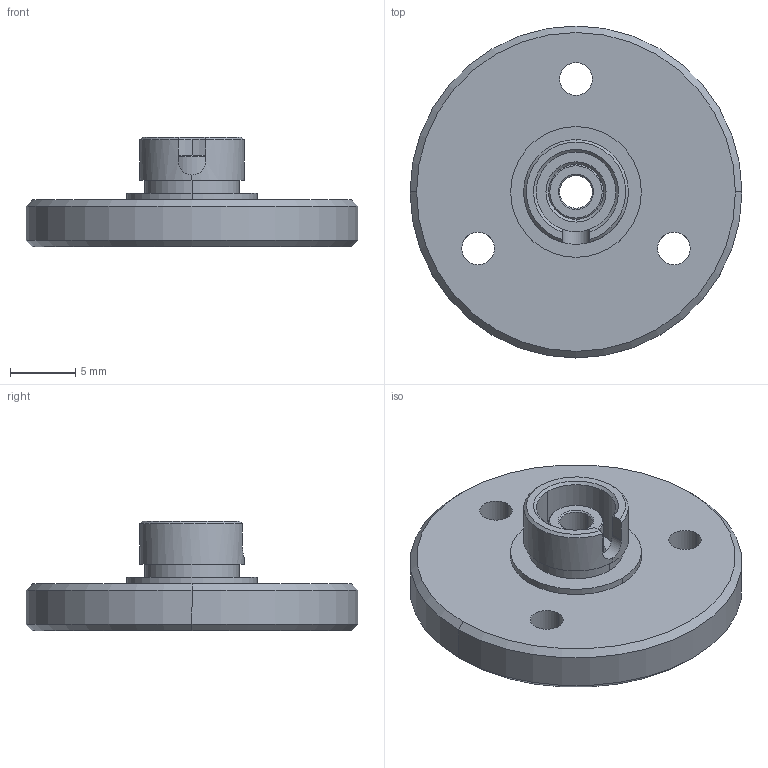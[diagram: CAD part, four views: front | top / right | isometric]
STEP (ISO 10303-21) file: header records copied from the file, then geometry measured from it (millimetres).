
FILE_DESCRIPTION (( 'STEP AP203' ), '1' );
FILE_NAME ('GCT-080223 俋倛芞.STEP', '2018-04-10T03:54:34', ( 'china' ), ( 'china' ), 'SwSTEP 2.0', 'SolidWorks 2015', '' );
FILE_SCHEMA (( 'CONFIG_CONTROL_DESIGN' ));
Length unit declared in the file: millimetre
Products named in the file (1): GCT-080223 俋倛芞
Bounding box: 25.4 x 25.4 x 8.4 mm (x, y, z)
Surface area: 1770.7 mm2 (no closed solid volume)
Topology: 0 solids, 5 shells, 54 faces, 128 edges, 81 vertices
Faces by surface type: cylinder 23, cone 21, plane 10
Entity records: 1696 total; most frequent: CARTESIAN_POINT 312, DIRECTION 301, ORIENTED_EDGE 244, EDGE_CURVE 128, AXIS2_PLACEMENT_3D 126, VERTEX_POINT 81, CIRCLE 71, EDGE_LOOP 67
